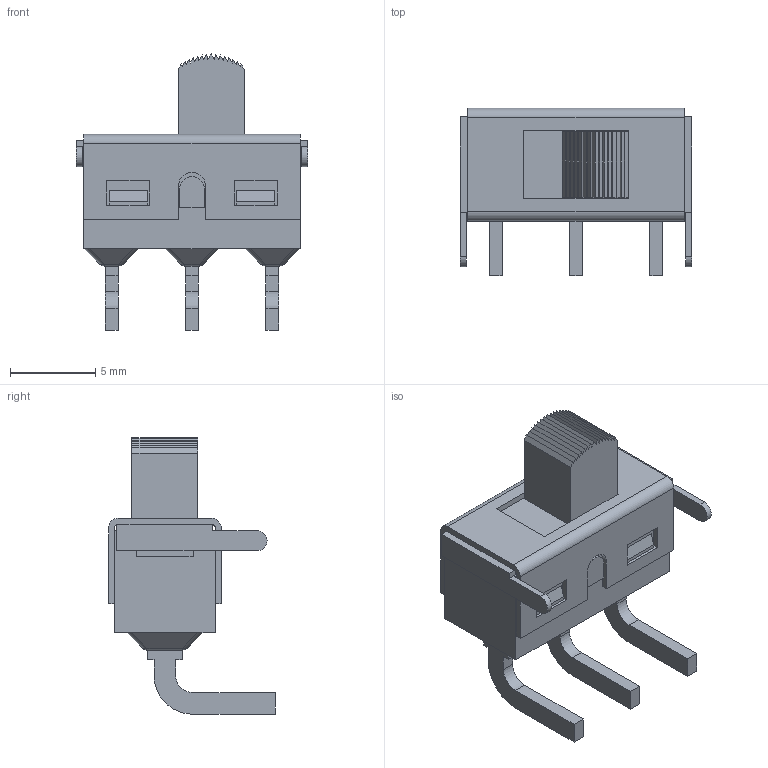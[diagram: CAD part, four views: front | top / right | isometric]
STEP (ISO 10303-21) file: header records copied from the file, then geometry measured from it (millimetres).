
FILE_DESCRIPTION(/* description */ (''),/* implementation_level */ '2;1');
FILE_NAME(/* name */ '500SSP1S1M6QEA v2.step',/* time_stamp */ '2022-04-09T03:20:15+09:00',/* author */ (''),/* organization */ (''),/* preprocessor_version */ 'ST-DEVELOPER v18.1',/* originating_system */ 'Autodesk Translation Framework v10.14.0.1471',/* authorisation */ '');
FILE_SCHEMA (('AUTOMOTIVE_DESIGN { 1 0 10303 214 3 1 1 }'));
Length unit declared in the file: inch
Products named in the file (1): 500SSP1S1M6QEA
Bounding box: 13.57 x 9.78 x 16.19 mm (x, y, z)
Volume: 414.5 mm3; surface area: 1182.6 mm2
Topology: 1 solids, 1 shells, 252 faces, 686 edges, 441 vertices
Faces by surface type: plane 198, cylinder 41, sphere 12, cone 1
Full cylindrical faces by diameter (mm): 2.4 x1
Entity records: 8125 total; most frequent: CARTESIAN_POINT 1380, ORIENTED_EDGE 1372, DIRECTION 1275, EDGE_CURVE 686, LINE 603, VECTOR 603, VERTEX_POINT 441, AXIS2_PLACEMENT_3D 336
